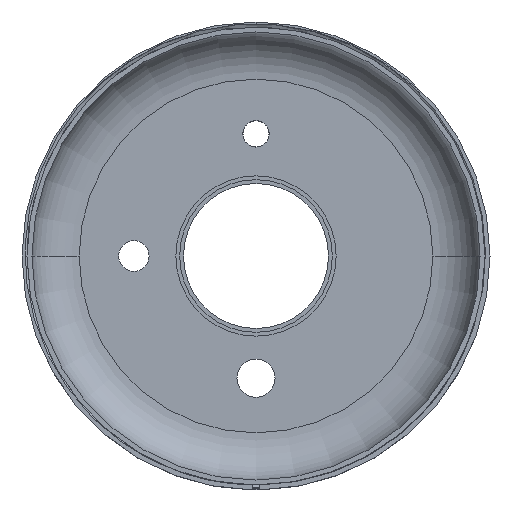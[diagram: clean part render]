
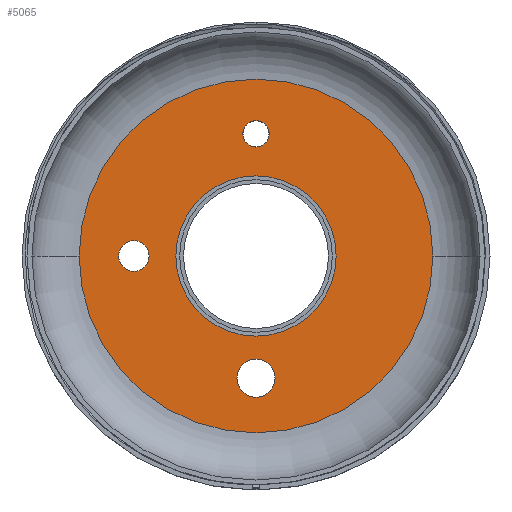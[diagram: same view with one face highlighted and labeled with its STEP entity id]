
A CAD part, front view. The second image highlights one B-rep face of the part: STEP entity #5065.
In plain terms, the highlighted planar face has unit normal (0, -1, 0).
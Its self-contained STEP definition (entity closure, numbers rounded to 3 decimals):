
#215 = DIRECTION ( 'NONE',  ( 0., 1., 0. ) ) ;
#298 = AXIS2_PLACEMENT_3D ( 'NONE', #3569, #5316, #719 ) ;
#309 = DIRECTION ( 'NONE',  ( -1., 0., 0. ) ) ;
#534 = DIRECTION ( 'NONE',  ( -1., 0., 0. ) ) ;
#567 = DIRECTION ( 'NONE',  ( 0., -1., 0. ) ) ;
#631 = CARTESIAN_POINT ( 'NONE',  ( -5., 20.204, -32. ) ) ;
#673 = DIRECTION ( 'NONE',  ( -1., 0., 0. ) ) ;
#702 = CARTESIAN_POINT ( 'NONE',  ( 0., 20.204, -32. ) ) ;
#719 = DIRECTION ( 'NONE',  ( -1., 0., 0. ) ) ;
#749 = AXIS2_PLACEMENT_3D ( 'NONE', #2484, #1656, #2081 ) ;
#781 = EDGE_CURVE ( 'NONE', #2104, #2475, #4586, .T. ) ;
#818 = VERTEX_POINT ( 'NONE', #2398 ) ;
#887 = CARTESIAN_POINT ( 'NONE',  ( 3.45, 20.204, 32. ) ) ;
#981 = EDGE_CURVE ( 'NONE', #4327, #818, #3589, .T. ) ;
#1047 = VERTEX_POINT ( 'NONE', #2570 ) ;
#1123 = EDGE_LOOP ( 'NONE', ( #1635, #2157 ) ) ;
#1125 = CIRCLE ( 'NONE', #4312, 5. ) ;
#1149 = EDGE_CURVE ( 'NONE', #2475, #2104, #1125, .T. ) ;
#1265 = DIRECTION ( 'NONE',  ( 0., 1., 0. ) ) ;
#1381 = AXIS2_PLACEMENT_3D ( 'NONE', #5576, #3310, #309 ) ;
#1417 = ORIENTED_EDGE ( 'NONE', *, *, #781, .T. ) ;
#1436 = FACE_OUTER_BOUND ( 'NONE', #4355, .T. ) ;
#1501 = EDGE_CURVE ( 'NONE', #4470, #1047, #3117, .T. ) ;
#1525 = ORIENTED_EDGE ( 'NONE', *, *, #5199, .T. ) ;
#1545 = DIRECTION ( 'NONE',  ( -1., 0., 0. ) ) ;
#1635 = ORIENTED_EDGE ( 'NONE', *, *, #2408, .F. ) ;
#1656 = DIRECTION ( 'NONE',  ( 0., -1., 0. ) ) ;
#1663 = AXIS2_PLACEMENT_3D ( 'NONE', #5107, #5588, #5505 ) ;
#1748 = CARTESIAN_POINT ( 'NONE',  ( 0., 20.204, 0. ) ) ;
#1836 = CIRCLE ( 'NONE', #5028, 46.331 ) ;
#1948 = ORIENTED_EDGE ( 'NONE', *, *, #4599, .T. ) ;
#2039 = VERTEX_POINT ( 'NONE', #887 ) ;
#2081 = DIRECTION ( 'NONE',  ( 1., 0., 0. ) ) ;
#2104 = VERTEX_POINT ( 'NONE', #631 ) ;
#2157 = ORIENTED_EDGE ( 'NONE', *, *, #1501, .F. ) ;
#2214 = VERTEX_POINT ( 'NONE', #4938 ) ;
#2220 = AXIS2_PLACEMENT_3D ( 'NONE', #2367, #215, #1545 ) ;
#2364 = PLANE ( 'NONE',  #2466 ) ;
#2367 = CARTESIAN_POINT ( 'NONE',  ( -32., 20.204, 0. ) ) ;
#2398 = CARTESIAN_POINT ( 'NONE',  ( -36., 20.204, 0. ) ) ;
#2408 = EDGE_CURVE ( 'NONE', #1047, #4470, #3389, .T. ) ;
#2466 = AXIS2_PLACEMENT_3D ( 'NONE', #4488, #3167, #534 ) ;
#2475 = VERTEX_POINT ( 'NONE', #2502 ) ;
#2484 = CARTESIAN_POINT ( 'NONE',  ( 0., 20.204, 0. ) ) ;
#2502 = CARTESIAN_POINT ( 'NONE',  ( 5., 20.204, -32. ) ) ;
#2545 = ORIENTED_EDGE ( 'NONE', *, *, #981, .T. ) ;
#2570 = CARTESIAN_POINT ( 'NONE',  ( 21., 20.204, 0. ) ) ;
#2625 = DIRECTION ( 'NONE',  ( 1., 0., 0. ) ) ;
#2629 = CARTESIAN_POINT ( 'NONE',  ( 46.331, 20.204, 0. ) ) ;
#2690 = FACE_BOUND ( 'NONE', #1123, .T. ) ;
#2722 = CARTESIAN_POINT ( 'NONE',  ( 0., 20.204, 0. ) ) ;
#2744 = FACE_BOUND ( 'NONE', #4583, .T. ) ;
#2804 = DIRECTION ( 'NONE',  ( 1., 0., 0. ) ) ;
#2807 = EDGE_LOOP ( 'NONE', ( #3663, #1417 ) ) ;
#2893 = VERTEX_POINT ( 'NONE', #3250 ) ;
#2943 = DIRECTION ( 'NONE',  ( 0., 1., 0. ) ) ;
#3117 = CIRCLE ( 'NONE', #4304, 21. ) ;
#3167 = DIRECTION ( 'NONE',  ( 0., 1., 0. ) ) ;
#3170 = DIRECTION ( 'NONE',  ( 0., 1., 0. ) ) ;
#3250 = CARTESIAN_POINT ( 'NONE',  ( -3.45, 20.204, 32. ) ) ;
#3303 = CARTESIAN_POINT ( 'NONE',  ( 0., 20.204, 32. ) ) ;
#3310 = DIRECTION ( 'NONE',  ( 0., 1., 0. ) ) ;
#3378 = CIRCLE ( 'NONE', #749, 46.331 ) ;
#3389 = CIRCLE ( 'NONE', #1663, 21. ) ;
#3569 = CARTESIAN_POINT ( 'NONE',  ( -32., 20.204, 0. ) ) ;
#3589 = CIRCLE ( 'NONE', #2220, 4. ) ;
#3608 = FACE_BOUND ( 'NONE', #5111, .T. ) ;
#3663 = ORIENTED_EDGE ( 'NONE', *, *, #1149, .T. ) ;
#3836 = CIRCLE ( 'NONE', #1381, 3.45 ) ;
#3846 = CARTESIAN_POINT ( 'NONE',  ( -21., 20.204, 0. ) ) ;
#4025 = EDGE_CURVE ( 'NONE', #4787, #2214, #1836, .T. ) ;
#4038 = FACE_BOUND ( 'NONE', #2807, .T. ) ;
#4050 = AXIS2_PLACEMENT_3D ( 'NONE', #702, #3170, #673 ) ;
#4074 = ORIENTED_EDGE ( 'NONE', *, *, #4287, .T. ) ;
#4287 = EDGE_CURVE ( 'NONE', #2893, #2039, #3836, .T. ) ;
#4304 = AXIS2_PLACEMENT_3D ( 'NONE', #1748, #5234, #2625 ) ;
#4312 = AXIS2_PLACEMENT_3D ( 'NONE', #4657, #1265, #5063 ) ;
#4327 = VERTEX_POINT ( 'NONE', #5068 ) ;
#4355 = EDGE_LOOP ( 'NONE', ( #4416, #5131 ) ) ;
#4416 = ORIENTED_EDGE ( 'NONE', *, *, #4025, .T. ) ;
#4470 = VERTEX_POINT ( 'NONE', #3846 ) ;
#4488 = CARTESIAN_POINT ( 'NONE',  ( -46.331, 20.204, 0. ) ) ;
#4583 = EDGE_LOOP ( 'NONE', ( #2545, #1948 ) ) ;
#4586 = CIRCLE ( 'NONE', #4050, 5. ) ;
#4599 = EDGE_CURVE ( 'NONE', #818, #4327, #4940, .T. ) ;
#4657 = CARTESIAN_POINT ( 'NONE',  ( 0., 20.204, -32. ) ) ;
#4787 = VERTEX_POINT ( 'NONE', #2629 ) ;
#4938 = CARTESIAN_POINT ( 'NONE',  ( -46.331, 20.204, 0. ) ) ;
#4940 = CIRCLE ( 'NONE', #298, 4. ) ;
#5028 = AXIS2_PLACEMENT_3D ( 'NONE', #2722, #567, #2804 ) ;
#5063 = DIRECTION ( 'NONE',  ( -1., 0., 0. ) ) ;
#5065 = ADVANCED_FACE ( 'NONE', ( #4038, #2744, #3608, #2690, #1436 ), #2364, .F. ) ;
#5068 = CARTESIAN_POINT ( 'NONE',  ( -28., 20.204, 0. ) ) ;
#5107 = CARTESIAN_POINT ( 'NONE',  ( 0., 20.204, 0. ) ) ;
#5111 = EDGE_LOOP ( 'NONE', ( #4074, #1525 ) ) ;
#5119 = DIRECTION ( 'NONE',  ( -1., 0., 0. ) ) ;
#5125 = CIRCLE ( 'NONE', #5484, 3.45 ) ;
#5131 = ORIENTED_EDGE ( 'NONE', *, *, #5313, .T. ) ;
#5199 = EDGE_CURVE ( 'NONE', #2039, #2893, #5125, .T. ) ;
#5234 = DIRECTION ( 'NONE',  ( 0., -1., 0. ) ) ;
#5313 = EDGE_CURVE ( 'NONE', #2214, #4787, #3378, .T. ) ;
#5316 = DIRECTION ( 'NONE',  ( 0., 1., 0. ) ) ;
#5484 = AXIS2_PLACEMENT_3D ( 'NONE', #3303, #2943, #5119 ) ;
#5505 = DIRECTION ( 'NONE',  ( 1., 0., 0. ) ) ;
#5576 = CARTESIAN_POINT ( 'NONE',  ( 0., 20.204, 32. ) ) ;
#5588 = DIRECTION ( 'NONE',  ( 0., -1., 0. ) ) ;
